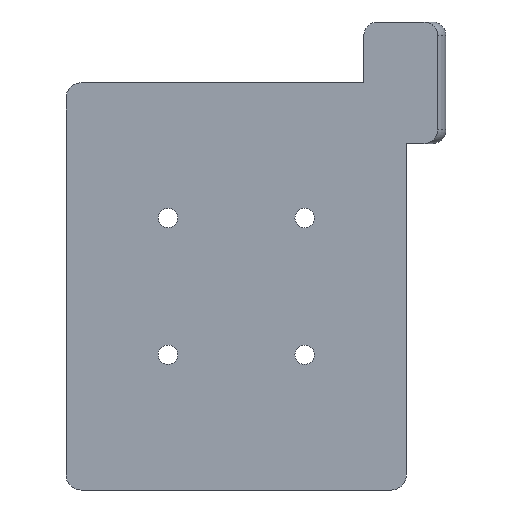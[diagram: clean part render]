
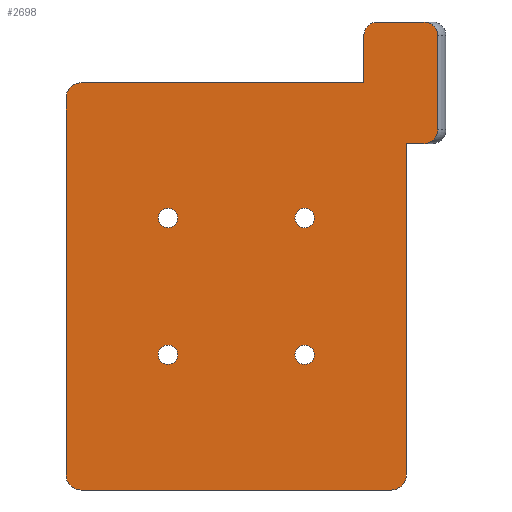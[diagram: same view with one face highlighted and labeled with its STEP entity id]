
A CAD part, front view. The second image highlights one B-rep face of the part: STEP entity #2698.
In plain terms, the highlighted planar face has unit normal (0, -1, 0).
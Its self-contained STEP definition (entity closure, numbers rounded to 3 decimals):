
#134=FACE_BOUND('',#425,.T.);
#135=FACE_BOUND('',#426,.T.);
#136=FACE_BOUND('',#427,.T.);
#137=FACE_BOUND('',#428,.T.);
#242=FACE_OUTER_BOUND('',#424,.T.);
#424=EDGE_LOOP('',(#2110,#2111,#2112,#2113,#2114,#2115,#2116,#2117,#2118,
#2119,#2120,#2121,#2122,#2123));
#425=EDGE_LOOP('',(#2124));
#426=EDGE_LOOP('',(#2125));
#427=EDGE_LOOP('',(#2126));
#428=EDGE_LOOP('',(#2127));
#626=LINE('',#4155,#851);
#671=LINE('',#4491,#896);
#677=LINE('',#4507,#902);
#678=LINE('',#4509,#903);
#679=LINE('',#4513,#904);
#680=LINE('',#4516,#905);
#681=LINE('',#4518,#906);
#682=LINE('',#4522,#907);
#851=VECTOR('',#3303,10.);
#896=VECTOR('',#3488,10.);
#902=VECTOR('',#3500,10.);
#903=VECTOR('',#3501,10.);
#904=VECTOR('',#3504,10.);
#905=VECTOR('',#3507,10.);
#906=VECTOR('',#3508,10.);
#907=VECTOR('',#3511,10.);
#1056=CIRCLE('',#2894,2.5);
#1067=CIRCLE('',#2914,2.25);
#1077=CIRCLE('',#2934,2.5);
#1078=CIRCLE('',#2935,2.5);
#1079=CIRCLE('',#2936,2.25);
#1080=CIRCLE('',#2937,2.25);
#1081=CIRCLE('',#2938,1.6);
#1082=CIRCLE('',#2939,1.6);
#1083=CIRCLE('',#2940,1.6);
#1084=CIRCLE('',#2941,1.6);
#1222=VERTEX_POINT('',#4152);
#1223=VERTEX_POINT('',#4154);
#1246=VERTEX_POINT('',#4245);
#1269=VERTEX_POINT('',#4450);
#1270=VERTEX_POINT('',#4451);
#1279=VERTEX_POINT('',#4490);
#1286=VERTEX_POINT('',#4506);
#1287=VERTEX_POINT('',#4508);
#1288=VERTEX_POINT('',#4510);
#1289=VERTEX_POINT('',#4512);
#1290=VERTEX_POINT('',#4515);
#1291=VERTEX_POINT('',#4517);
#1292=VERTEX_POINT('',#4519);
#1293=VERTEX_POINT('',#4521);
#1294=VERTEX_POINT('',#4524);
#1295=VERTEX_POINT('',#4526);
#1296=VERTEX_POINT('',#4528);
#1297=VERTEX_POINT('',#4530);
#1501=EDGE_CURVE('',#1222,#1223,#626,.T.);
#1541=EDGE_CURVE('',#1246,#1222,#1056,.T.);
#1570=EDGE_CURVE('',#1269,#1270,#1067,.T.);
#1591=EDGE_CURVE('',#1270,#1279,#671,.T.);
#1599=EDGE_CURVE('',#1286,#1269,#677,.T.);
#1600=EDGE_CURVE('',#1287,#1286,#678,.T.);
#1601=EDGE_CURVE('',#1288,#1287,#1077,.T.);
#1602=EDGE_CURVE('',#1289,#1288,#679,.T.);
#1603=EDGE_CURVE('',#1223,#1289,#1078,.T.);
#1604=EDGE_CURVE('',#1290,#1246,#680,.T.);
#1605=EDGE_CURVE('',#1291,#1290,#681,.T.);
#1606=EDGE_CURVE('',#1292,#1291,#1079,.T.);
#1607=EDGE_CURVE('',#1292,#1293,#682,.T.);
#1608=EDGE_CURVE('',#1279,#1293,#1080,.T.);
#1609=EDGE_CURVE('',#1294,#1294,#1081,.T.);
#1610=EDGE_CURVE('',#1295,#1295,#1082,.T.);
#1611=EDGE_CURVE('',#1296,#1296,#1083,.T.);
#1612=EDGE_CURVE('',#1297,#1297,#1084,.T.);
#2110=ORIENTED_EDGE('',*,*,#1570,.F.);
#2111=ORIENTED_EDGE('',*,*,#1599,.F.);
#2112=ORIENTED_EDGE('',*,*,#1600,.F.);
#2113=ORIENTED_EDGE('',*,*,#1601,.F.);
#2114=ORIENTED_EDGE('',*,*,#1602,.F.);
#2115=ORIENTED_EDGE('',*,*,#1603,.F.);
#2116=ORIENTED_EDGE('',*,*,#1501,.F.);
#2117=ORIENTED_EDGE('',*,*,#1541,.F.);
#2118=ORIENTED_EDGE('',*,*,#1604,.F.);
#2119=ORIENTED_EDGE('',*,*,#1605,.F.);
#2120=ORIENTED_EDGE('',*,*,#1606,.F.);
#2121=ORIENTED_EDGE('',*,*,#1607,.T.);
#2122=ORIENTED_EDGE('',*,*,#1608,.F.);
#2123=ORIENTED_EDGE('',*,*,#1591,.F.);
#2124=ORIENTED_EDGE('',*,*,#1609,.F.);
#2125=ORIENTED_EDGE('',*,*,#1610,.F.);
#2126=ORIENTED_EDGE('',*,*,#1611,.F.);
#2127=ORIENTED_EDGE('',*,*,#1612,.F.);
#2584=PLANE('',#2933);
#2698=ADVANCED_FACE('',(#242,#134,#135,#136,#137),#2584,.F.);
#2894=AXIS2_PLACEMENT_3D('',#4247,#3389,#3390);
#2914=AXIS2_PLACEMENT_3D('',#4452,#3441,#3442);
#2933=AXIS2_PLACEMENT_3D('',#4505,#3498,#3499);
#2934=AXIS2_PLACEMENT_3D('',#4511,#3502,#3503);
#2935=AXIS2_PLACEMENT_3D('',#4514,#3505,#3506);
#2936=AXIS2_PLACEMENT_3D('',#4520,#3509,#3510);
#2937=AXIS2_PLACEMENT_3D('',#4523,#3512,#3513);
#2938=AXIS2_PLACEMENT_3D('',#4525,#3514,#3515);
#2939=AXIS2_PLACEMENT_3D('',#4527,#3516,#3517);
#2940=AXIS2_PLACEMENT_3D('',#4529,#3518,#3519);
#2941=AXIS2_PLACEMENT_3D('',#4531,#3520,#3521);
#3303=DIRECTION('',(-1.,0.,0.));
#3389=DIRECTION('center_axis',(0.,1.,0.));
#3390=DIRECTION('ref_axis',(0.707,0.,-0.707));
#3441=DIRECTION('center_axis',(0.,1.,0.));
#3442=DIRECTION('ref_axis',(-0.707,0.,0.707));
#3488=DIRECTION('',(1.,0.,0.));
#3498=DIRECTION('center_axis',(0.,1.,0.));
#3499=DIRECTION('ref_axis',(1.,0.,0.));
#3500=DIRECTION('',(0.,0.,1.));
#3501=DIRECTION('',(1.,0.,0.));
#3502=DIRECTION('center_axis',(0.,1.,0.));
#3503=DIRECTION('ref_axis',(-0.707,0.,0.707));
#3504=DIRECTION('',(0.,0.,1.));
#3505=DIRECTION('center_axis',(0.,1.,0.));
#3506=DIRECTION('ref_axis',(-0.707,0.,-0.707));
#3507=DIRECTION('',(0.,0.,-1.));
#3508=DIRECTION('',(-1.,0.,0.));
#3509=DIRECTION('center_axis',(0.,1.,0.));
#3510=DIRECTION('ref_axis',(0.707,0.,-0.707));
#3511=DIRECTION('',(0.,0.,1.));
#3512=DIRECTION('center_axis',(0.,1.,0.));
#3513=DIRECTION('ref_axis',(0.707,0.,0.707));
#3514=DIRECTION('center_axis',(0.,-1.,0.));
#3515=DIRECTION('ref_axis',(1.,0.,0.));
#3516=DIRECTION('center_axis',(0.,-1.,0.));
#3517=DIRECTION('ref_axis',(1.,0.,0.));
#3518=DIRECTION('center_axis',(0.,-1.,0.));
#3519=DIRECTION('ref_axis',(1.,0.,0.));
#3520=DIRECTION('center_axis',(0.,-1.,0.));
#3521=DIRECTION('ref_axis',(1.,0.,0.));
#4152=CARTESIAN_POINT('',(25.5,0.,-33.5));
#4154=CARTESIAN_POINT('',(-25.5,0.,-33.5));
#4155=CARTESIAN_POINT('',(28.,0.,-33.5));
#4245=CARTESIAN_POINT('',(28.,0.,-31.));
#4247=CARTESIAN_POINT('Origin',(25.5,0.,-31.));
#4450=CARTESIAN_POINT('',(21.,0.,41.25));
#4451=CARTESIAN_POINT('',(23.25,0.,43.5));
#4452=CARTESIAN_POINT('Origin',(23.25,0.,41.25));
#4490=CARTESIAN_POINT('',(30.873,0.,43.5));
#4491=CARTESIAN_POINT('',(-25.5,0.,43.5));
#4505=CARTESIAN_POINT('Origin',(-22.5,0.,0.));
#4506=CARTESIAN_POINT('',(21.,0.,33.5));
#4507=CARTESIAN_POINT('',(21.,0.,33.5));
#4508=CARTESIAN_POINT('',(-25.5,0.,33.5));
#4509=CARTESIAN_POINT('',(-28.,0.,33.5));
#4510=CARTESIAN_POINT('',(-28.,0.,31.));
#4511=CARTESIAN_POINT('Origin',(-25.5,0.,31.));
#4512=CARTESIAN_POINT('',(-28.,0.,-31.));
#4513=CARTESIAN_POINT('',(-28.,0.,-33.5));
#4514=CARTESIAN_POINT('Origin',(-25.5,0.,-31.));
#4515=CARTESIAN_POINT('',(28.,0.,23.5));
#4516=CARTESIAN_POINT('',(28.,0.,33.5));
#4517=CARTESIAN_POINT('',(30.873,0.,23.5));
#4518=CARTESIAN_POINT('',(-25.5,0.,23.5));
#4519=CARTESIAN_POINT('',(33.123,0.,25.75));
#4520=CARTESIAN_POINT('Origin',(30.873,0.,25.75));
#4521=CARTESIAN_POINT('',(33.123,0.,41.25));
#4522=CARTESIAN_POINT('',(33.123,0.,33.5));
#4523=CARTESIAN_POINT('Origin',(30.873,0.,41.25));
#4524=CARTESIAN_POINT('',(9.65,0.,11.25));
#4525=CARTESIAN_POINT('Origin',(11.25,0.,11.25));
#4526=CARTESIAN_POINT('',(-12.85,0.,11.25));
#4527=CARTESIAN_POINT('Origin',(-11.25,0.,11.25));
#4528=CARTESIAN_POINT('',(-12.85,0.,-11.25));
#4529=CARTESIAN_POINT('Origin',(-11.25,0.,-11.25));
#4530=CARTESIAN_POINT('',(9.65,0.,-11.25));
#4531=CARTESIAN_POINT('Origin',(11.25,0.,-11.25));
